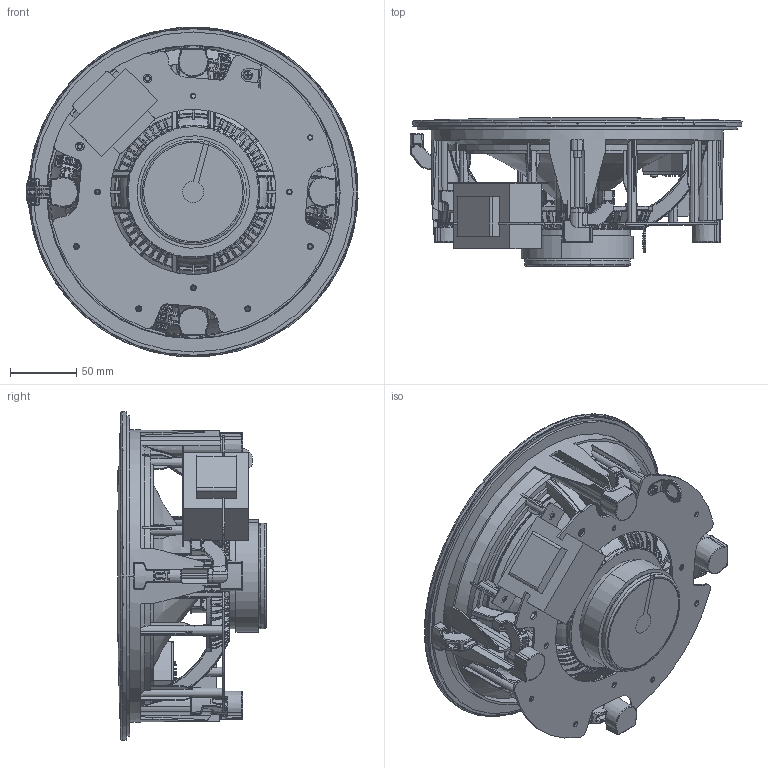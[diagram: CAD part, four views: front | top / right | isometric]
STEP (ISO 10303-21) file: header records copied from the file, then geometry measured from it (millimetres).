
FILE_DESCRIPTION (( 'STEP AP203' ), '1' );
FILE_NAME ('100_ICW8.STEP', '2026-01-27T10:13:49', ( '' ), ( '' ), 'SwSTEP 2.0', 'SolidWorks 2022', '' );
FILE_SCHEMA (( 'CONFIG_CONTROL_DESIGN' ));
Products named in the file (1): 100_ICW8
Bounding box: 251.02 x 112.82 x 249.08 mm (x, y, z)
Volume: 721935.6 mm3; surface area: 633686 mm2
Topology: 54 solids, 54 shells, 8870 faces, 18839 edges, 10035 vertices
Faces by surface type: plane 5320, bspline 1921, cylinder 959, cone 649, torus 20, sphere 1
Full cylindrical faces by diameter (mm): 80 x1
Entity records: 309576 total; most frequent: CARTESIAN_POINT 141572, ORIENTED_EDGE 37604, DIRECTION 30002, EDGE_CURVE 18802, AXIS2_PLACEMENT_3D 10352, VERTEX_POINT 10034, LINE 9298, VECTOR 9298
